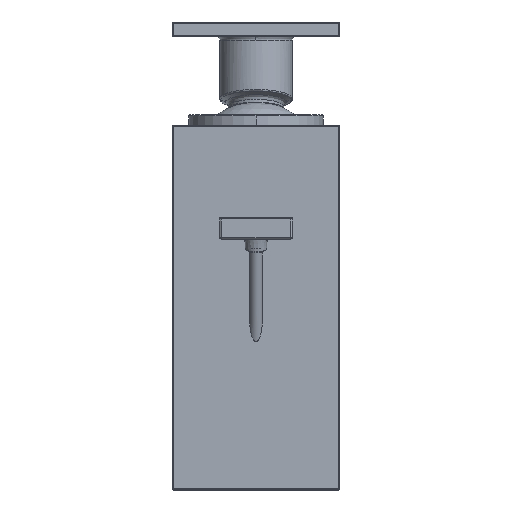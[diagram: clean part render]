
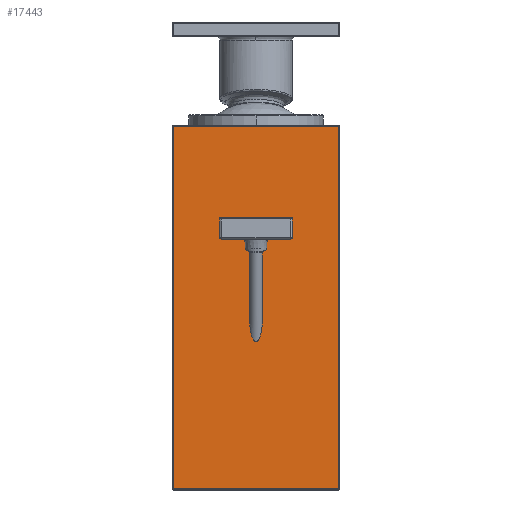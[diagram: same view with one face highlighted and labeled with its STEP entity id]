
A CAD part, left-side view. The second image highlights one B-rep face of the part: STEP entity #17443.
In plain terms, the highlighted planar face has unit normal (-1, 0, 0).
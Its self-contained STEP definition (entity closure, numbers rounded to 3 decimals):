
#159=ELLIPSE('',#96612,5.582,1.725);
#558=FACE_BOUND('',#57118,.T.);
#2350=PLANE('',#96617);
#7478=VECTOR('',#97701,99.4);
#7479=VECTOR('',#97737,45.4);
#7480=VECTOR('',#97692,99.4);
#7481=VECTOR('',#97696,45.4);
#13039=LINE('',#80362,#7478);
#13040=LINE('',#80363,#7479);
#13041=LINE('',#80364,#7480);
#13042=LINE('',#80365,#7481);
#17443=ADVANCED_FACE('extract.1',(#20550,#558),#2350,.T.);
#20550=FACE_OUTER_BOUND('',#57117,.T.);
#34097=ORIENTED_EDGE('',*,*,#44851,.T.);
#34098=ORIENTED_EDGE('',*,*,#44852,.T.);
#34099=ORIENTED_EDGE('',*,*,#44853,.T.);
#34100=ORIENTED_EDGE('',*,*,#44854,.T.);
#34101=ORIENTED_EDGE('',*,*,#44844,.T.);
#34102=ORIENTED_EDGE('',*,*,#44846,.T.);
#44844=EDGE_CURVE('2156',#53130,#53129,#48053,.T.);
#44846=EDGE_CURVE('1910',#53129,#53130,#159,.T.);
#44851=EDGE_CURVE('1',#53133,#53134,#13039,.T.);
#44852=EDGE_CURVE('2',#53134,#53135,#13040,.T.);
#44853=EDGE_CURVE('3',#53135,#53136,#13041,.T.);
#44854=EDGE_CURVE('4',#53136,#53133,#13042,.T.);
#48053=B_SPLINE_CURVE_WITH_KNOTS('',3,(#80342,#80343,#80344,#80345,#80346,#80347,#80348,#80349,#80350,#80351,#80352,#80353,#80354,#80355,#80356,#80341),.UNSPECIFIED.,.F.,.U.,(4,1,1,1,1,1,1,1,1,1,1,1,1,4),(0.,0.126,0.273,0.346,0.412,0.465,0.503,0.521,0.54,0.589,0.651,0.723,0.871,1.),.UNSPECIFIED.);
#53129=VERTEX_POINT('1320',#80341);
#53130=VERTEX_POINT('1174',#80342);
#53133=VERTEX_POINT('4',#80362);
#53134=VERTEX_POINT('5',#80363);
#53135=VERTEX_POINT('6',#80364);
#53136=VERTEX_POINT('7',#80365);
#57117=EDGE_LOOP('',(#34097,#34098,#34099,#34100));
#57118=EDGE_LOOP('',(#34101,#34102));
#80341=CARTESIAN_POINT('',(-23.,1.725,46.234));
#80342=CARTESIAN_POINT('',(-23.,-1.725,46.448));
#80343=CARTESIAN_POINT('',(-23.,-1.728,45.931));
#80344=CARTESIAN_POINT('',(-23.,-1.687,44.814));
#80345=CARTESIAN_POINT('',(-23.,-1.496,43.407));
#80346=CARTESIAN_POINT('',(-23.,-1.201,42.274));
#80347=CARTESIAN_POINT('',(-23.,-0.907,41.543));
#80348=CARTESIAN_POINT('',(-23.,-0.561,40.996));
#80349=CARTESIAN_POINT('',(-23.,-0.154,40.738));
#80350=CARTESIAN_POINT('',(-23.,0.164,40.767));
#80351=CARTESIAN_POINT('',(-23.,0.477,40.932));
#80352=CARTESIAN_POINT('',(-23.,0.814,41.365));
#80353=CARTESIAN_POINT('',(-23.,1.123,42.046));
#80354=CARTESIAN_POINT('',(-23.,1.45,43.156));
#80355=CARTESIAN_POINT('',(-23.,1.665,44.571));
#80356=CARTESIAN_POINT('',(-23.,1.722,45.705));
#80357=CARTESIAN_POINT('',(-23.,0.,46.34));
#80361=CARTESIAN_POINT('',(-23.,-22.72,99.72));
#80362=CARTESIAN_POINT('',(-23.,22.7,99.7));
#80363=CARTESIAN_POINT('',(-23.,22.7,0.3));
#80364=CARTESIAN_POINT('',(-23.,-22.7,0.3));
#80365=CARTESIAN_POINT('',(-23.,-22.7,99.7));
#96612=AXIS2_PLACEMENT_3D('',#80357,#97693,#97701);
#96617=AXIS2_PLACEMENT_3D('',#80361,#97694,#97696);
#97692=DIRECTION('',(0.,0.,1.));
#97693=DIRECTION('',(1.,0.,0.));
#97694=DIRECTION('',(-1.,0.,0.));
#97696=DIRECTION('',(0.,1.,0.));
#97701=DIRECTION('',(0.,0.,-1.));
#97737=DIRECTION('',(0.,-1.,0.));
